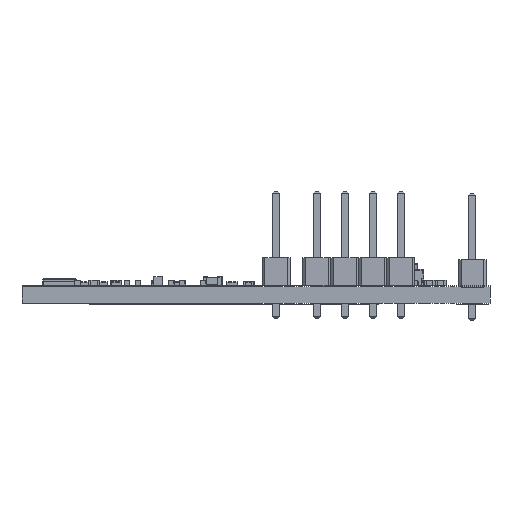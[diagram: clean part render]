
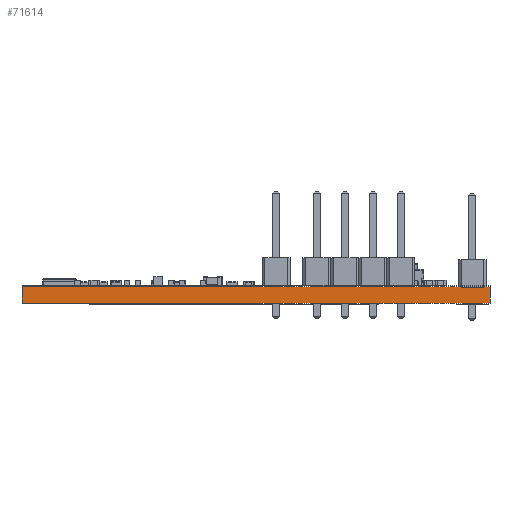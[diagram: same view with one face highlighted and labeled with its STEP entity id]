
A CAD part, front view. The second image highlights one B-rep face of the part: STEP entity #71614.
In plain terms, the highlighted planar face has unit normal (0, -1, 0).
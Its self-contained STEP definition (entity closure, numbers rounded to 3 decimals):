
#71614 = ADVANCED_FACE('',(#71615),#71649,.T.);
#71615 = FACE_BOUND('',#71616,.T.);
#71616 = EDGE_LOOP('',(#71617,#71627,#71635,#71643));
#71617 = ORIENTED_EDGE('',*,*,#71618,.T.);
#71618 = EDGE_CURVE('',#71619,#71621,#71623,.T.);
#71619 = VERTEX_POINT('',#71620);
#71620 = CARTESIAN_POINT('',(163.875,-133.1,0.));
#71621 = VERTEX_POINT('',#71622);
#71622 = CARTESIAN_POINT('',(163.875,-133.1,1.51));
#71623 = LINE('',#71624,#71625);
#71624 = CARTESIAN_POINT('',(163.875,-133.1,0.));
#71625 = VECTOR('',#71626,1.);
#71626 = DIRECTION('',(0.,0.,1.));
#71627 = ORIENTED_EDGE('',*,*,#71628,.T.);
#71628 = EDGE_CURVE('',#71621,#71629,#71631,.T.);
#71629 = VERTEX_POINT('',#71630);
#71630 = CARTESIAN_POINT('',(121.475,-133.1,1.51));
#71631 = LINE('',#71632,#71633);
#71632 = CARTESIAN_POINT('',(163.875,-133.1,1.51));
#71633 = VECTOR('',#71634,1.);
#71634 = DIRECTION('',(-1.,0.,0.));
#71635 = ORIENTED_EDGE('',*,*,#71636,.F.);
#71636 = EDGE_CURVE('',#71637,#71629,#71639,.T.);
#71637 = VERTEX_POINT('',#71638);
#71638 = CARTESIAN_POINT('',(121.475,-133.1,0.));
#71639 = LINE('',#71640,#71641);
#71640 = CARTESIAN_POINT('',(121.475,-133.1,0.));
#71641 = VECTOR('',#71642,1.);
#71642 = DIRECTION('',(0.,0.,1.));
#71643 = ORIENTED_EDGE('',*,*,#71644,.F.);
#71644 = EDGE_CURVE('',#71619,#71637,#71645,.T.);
#71645 = LINE('',#71646,#71647);
#71646 = CARTESIAN_POINT('',(163.875,-133.1,0.));
#71647 = VECTOR('',#71648,1.);
#71648 = DIRECTION('',(-1.,0.,0.));
#71649 = PLANE('',#71650);
#71650 = AXIS2_PLACEMENT_3D('',#71651,#71652,#71653);
#71651 = CARTESIAN_POINT('',(163.875,-133.1,0.));
#71652 = DIRECTION('',(0.,-1.,0.));
#71653 = DIRECTION('',(-1.,0.,0.));
